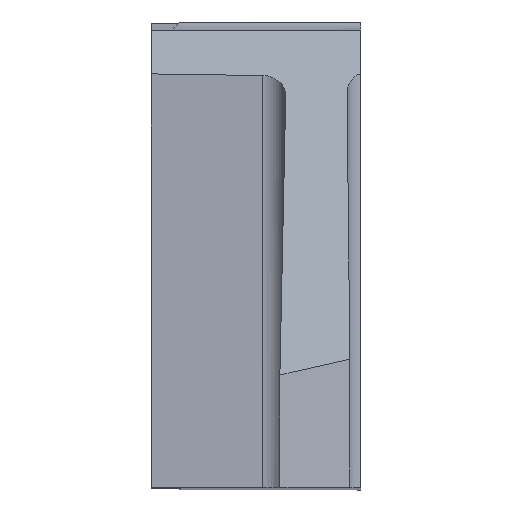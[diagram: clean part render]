
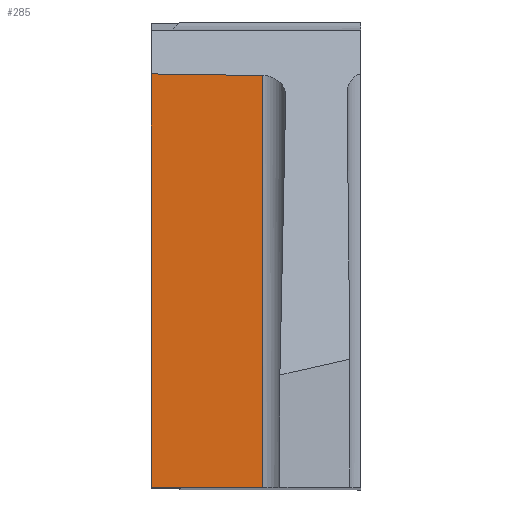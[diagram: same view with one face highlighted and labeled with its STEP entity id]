
A CAD part, top view. The second image highlights one B-rep face of the part: STEP entity #285.
In plain terms, the highlighted planar face has unit normal (-0.018, 0, 1).
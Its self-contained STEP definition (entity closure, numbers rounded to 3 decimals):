
#26 = VECTOR ( 'NONE', #34, 1000. ) ;
#34 = DIRECTION ( 'NONE',  ( -1., 0.015, -0.017 ) ) ;
#41 = ORIENTED_EDGE ( 'NONE', *, *, #812, .F. ) ;
#65 = CARTESIAN_POINT ( 'NONE',  ( 0., 3.1, 13.831 ) ) ;
#88 = CARTESIAN_POINT ( 'NONE',  ( 1.917, -4., 13.865 ) ) ;
#108 = CARTESIAN_POINT ( 'NONE',  ( 1.917, 3.072, 13.865 ) ) ;
#126 = ORIENTED_EDGE ( 'NONE', *, *, #322, .T. ) ;
#182 = DIRECTION ( 'NONE',  ( 1., 0., 0.017 ) ) ;
#196 = CARTESIAN_POINT ( 'NONE',  ( 0., -4., 13.831 ) ) ;
#207 = VERTEX_POINT ( 'NONE', #1058 ) ;
#214 = CARTESIAN_POINT ( 'NONE',  ( 3.782, 3.045, 13.897 ) ) ;
#221 = VERTEX_POINT ( 'NONE', #65 ) ;
#227 = EDGE_CURVE ( 'NONE', #221, #464, #312, .T. ) ;
#238 = DIRECTION ( 'NONE',  ( 0., -1., 0. ) ) ;
#245 = LINE ( 'NONE', #88, #377 ) ;
#251 = LINE ( 'NONE', #499, #565 ) ;
#285 = ADVANCED_FACE ( 'NONE', ( #1069 ), #475, .F. ) ;
#312 = LINE ( 'NONE', #541, #675 ) ;
#322 = EDGE_CURVE ( 'NONE', #464, #207, #251, .T. ) ;
#324 = DIRECTION ( 'NONE',  ( -1., 0., -0.017 ) ) ;
#377 = VECTOR ( 'NONE', #835, 1000. ) ;
#398 = ORIENTED_EDGE ( 'NONE', *, *, #1050, .T. ) ;
#464 = VERTEX_POINT ( 'NONE', #196 ) ;
#467 = DIRECTION ( 'NONE',  ( 0.017, 0., -1. ) ) ;
#475 = PLANE ( 'NONE',  #764 ) ;
#499 = CARTESIAN_POINT ( 'NONE',  ( 3.135, -4., 13.886 ) ) ;
#541 = CARTESIAN_POINT ( 'NONE',  ( 0., 4., 13.831 ) ) ;
#565 = VECTOR ( 'NONE', #182, 1000. ) ;
#653 = CARTESIAN_POINT ( 'NONE',  ( 0., 4., 13.831 ) ) ;
#675 = VECTOR ( 'NONE', #238, 1000. ) ;
#741 = ORIENTED_EDGE ( 'NONE', *, *, #227, .T. ) ;
#764 = AXIS2_PLACEMENT_3D ( 'NONE', #653, #467, #324 ) ;
#787 = LINE ( 'NONE', #214, #26 ) ;
#812 = EDGE_CURVE ( 'NONE', #974, #207, #245, .T. ) ;
#835 = DIRECTION ( 'NONE',  ( 0., -1., 0. ) ) ;
#974 = VERTEX_POINT ( 'NONE', #108 ) ;
#975 = EDGE_LOOP ( 'NONE', ( #398, #741, #126, #41 ) ) ;
#1050 = EDGE_CURVE ( 'NONE', #974, #221, #787, .T. ) ;
#1058 = CARTESIAN_POINT ( 'NONE',  ( 1.917, -4., 13.865 ) ) ;
#1069 = FACE_OUTER_BOUND ( 'NONE', #975, .T. ) ;
